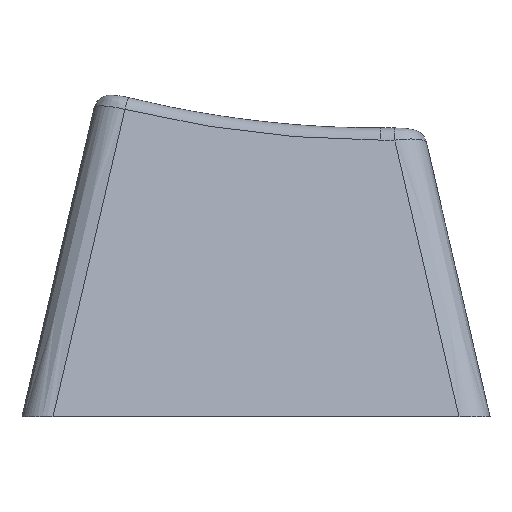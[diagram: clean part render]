
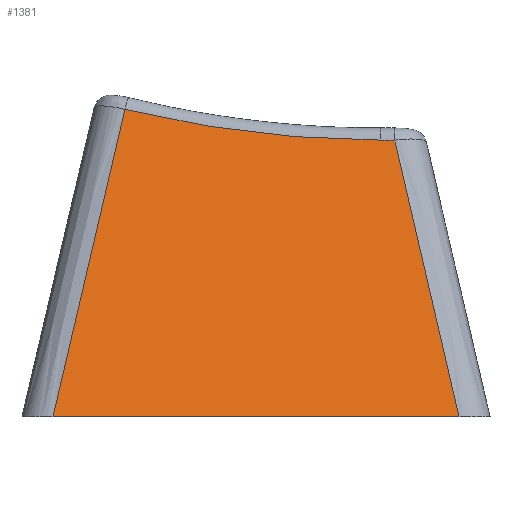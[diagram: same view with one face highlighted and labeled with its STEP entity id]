
A CAD part, left-side view. The second image highlights one B-rep face of the part: STEP entity #1381.
In plain terms, the highlighted planar face has unit normal (-0.97, 0, 0.241).
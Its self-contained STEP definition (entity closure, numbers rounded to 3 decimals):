
#1104=CARTESIAN_POINT('',(-9.15,10.738,0.));
#1105=VERTEX_POINT('',#1104);
#1131=CARTESIAN_POINT('',(-9.15,26.612,0.));
#1132=VERTEX_POINT('',#1131);
#1133=CARTESIAN_POINT('',(-9.15,26.612,0.));
#1134=DIRECTION('',(-0.,-1.,-0.));
#1135=VECTOR('',#1134,15.874);
#1136=LINE('',#1133,#1135);
#1137=EDGE_CURVE('',#1132,#1105,#1136,.T.);
#1339=CARTESIAN_POINT('',(-7.856,139.714,5.2));
#1340=DIRECTION('',(0.97,0.,-0.242));
#1341=DIRECTION('',(-0.242,0.,-0.97));
#1342=AXIS2_PLACEMENT_3D('',#1339,#1340,#1341);
#1343=PLANE('',#1342);
#1344=CARTESIAN_POINT('',(-6.455,13.247,10.827));
#1345=VERTEX_POINT('',#1344);
#1346=CARTESIAN_POINT('',(-9.15,10.738,0.));
#1347=CARTESIAN_POINT('',(-8.252,11.575,3.609));
#1348=CARTESIAN_POINT('',(-7.353,12.411,7.218));
#1349=CARTESIAN_POINT('',(-6.455,13.247,10.827));
#1350=B_SPLINE_CURVE_WITH_KNOTS('',3,(#1346,#1347,#1348,#1349),.UNSPECIFIED.,.F.,.F.,(4,4),(0.014,0.025),.UNSPECIFIED.);
#1351=EDGE_CURVE('',#1105,#1345,#1350,.T.);
#1352=ORIENTED_EDGE('',*,*,#1351,.T.);
#1353=CARTESIAN_POINT('',(-6.456,13.819,10.823));
#1354=VERTEX_POINT('',#1353);
#1355=CARTESIAN_POINT('',(3.39,13.819,50.381));
#1356=DIRECTION('',(0.97,0.,-0.242));
#1357=DIRECTION('',(-0.242,0.,-0.97));
#1358=AXIS2_PLACEMENT_3D('',#1355,#1356,#1357);
#1359=CIRCLE('',#1358,40.765);
#1360=EDGE_CURVE('',#1345,#1354,#1359,.T.);
#1361=ORIENTED_EDGE('',*,*,#1360,.T.);
#1362=CARTESIAN_POINT('',(-6.156,23.801,12.027));
#1363=VERTEX_POINT('',#1362);
#1364=CARTESIAN_POINT('',(3.39,13.819,50.381));
#1365=DIRECTION('',(0.97,0.,-0.242));
#1366=DIRECTION('',(-0.242,0.,-0.97));
#1367=AXIS2_PLACEMENT_3D('',#1364,#1365,#1366);
#1368=CIRCLE('',#1367,40.765);
#1369=EDGE_CURVE('',#1354,#1363,#1368,.T.);
#1370=ORIENTED_EDGE('',*,*,#1369,.T.);
#1371=CARTESIAN_POINT('',(-6.156,23.801,12.027));
#1372=CARTESIAN_POINT('',(-7.154,24.737,8.018));
#1373=CARTESIAN_POINT('',(-8.152,25.674,4.009));
#1374=CARTESIAN_POINT('',(-9.15,26.612,0.));
#1375=B_SPLINE_CURVE_WITH_KNOTS('',3,(#1371,#1372,#1373,#1374),.UNSPECIFIED.,.F.,.F.,(4,4),(0.014,0.027),.UNSPECIFIED.);
#1376=EDGE_CURVE('',#1363,#1132,#1375,.T.);
#1377=ORIENTED_EDGE('',*,*,#1376,.T.);
#1378=ORIENTED_EDGE('',*,*,#1137,.T.);
#1379=EDGE_LOOP('',(#1352,#1361,#1370,#1377,#1378));
#1380=FACE_BOUND('',#1379,.T.);
#1381=ADVANCED_FACE('',(#1380),#1343,.F.);
